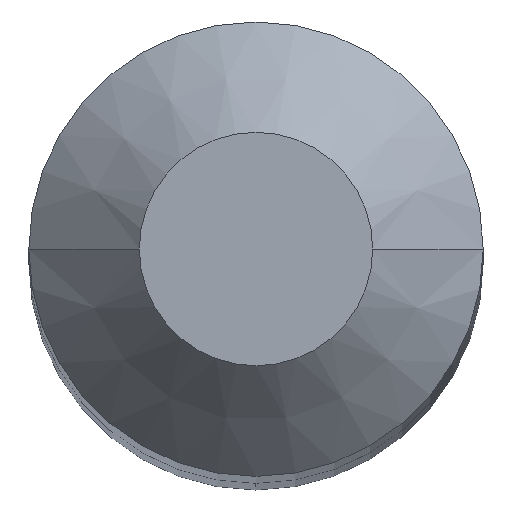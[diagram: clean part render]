
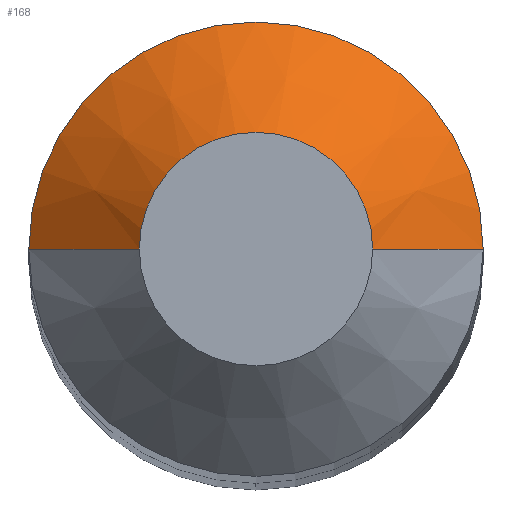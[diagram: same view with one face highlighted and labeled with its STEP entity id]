
A CAD part, top view. The second image highlights one B-rep face of the part: STEP entity #168.
In plain terms, the highlighted conical face has half-angle 45 degrees and reference radius 1.632 mm.
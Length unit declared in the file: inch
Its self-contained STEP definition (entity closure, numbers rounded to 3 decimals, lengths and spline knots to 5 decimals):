
#2 = CARTESIAN_POINT ( 'NONE',  ( 0.06425, 0., -0.03125 ) ) ;
#5 = EDGE_CURVE ( 'NONE', #357, #291, #185, .T. ) ;
#9 = EDGE_CURVE ( 'NONE', #107, #27, #356, .T. ) ;
#11 = CARTESIAN_POINT ( 'NONE',  ( 0., 0., 0. ) ) ;
#13 = CARTESIAN_POINT ( 'NONE',  ( 0.033, 0., 0. ) ) ;
#14 = ORIENTED_EDGE ( 'NONE', *, *, #5, .T. ) ;
#27 = VERTEX_POINT ( 'NONE', #311 ) ;
#33 = CIRCLE ( 'NONE', #362, 0.06425 ) ;
#55 = EDGE_LOOP ( 'NONE', ( #133, #14, #164, #92 ) ) ;
#67 = CARTESIAN_POINT ( 'NONE',  ( -0.06425, 0., -0.03125 ) ) ;
#92 = ORIENTED_EDGE ( 'NONE', *, *, #9, .F. ) ;
#107 = VERTEX_POINT ( 'NONE', #110 ) ;
#108 = DIRECTION ( 'NONE',  ( 0., 0., 1. ) ) ;
#110 = CARTESIAN_POINT ( 'NONE',  ( -0.033, 0., 0. ) ) ;
#119 = AXIS2_PLACEMENT_3D ( 'NONE', #239, #332, #355 ) ;
#125 = CONICAL_SURFACE ( 'NONE', #119, 0.06425, 0.785 ) ;
#130 = DIRECTION ( 'NONE',  ( 0., 0., 1. ) ) ;
#133 = ORIENTED_EDGE ( 'NONE', *, *, #323, .F. ) ;
#140 = DIRECTION ( 'NONE',  ( -0.707, 0., -0.707 ) ) ;
#145 = DIRECTION ( 'NONE',  ( 0.707, 0., -0.707 ) ) ;
#148 = CARTESIAN_POINT ( 'NONE',  ( 0., 0., -0.03125 ) ) ;
#161 = EDGE_CURVE ( 'NONE', #291, #27, #33, .T. ) ;
#164 = ORIENTED_EDGE ( 'NONE', *, *, #161, .T. ) ;
#168 = ADVANCED_FACE ( 'NONE', ( #233 ), #125, .T. ) ;
#185 = LINE ( 'NONE', #2, #261 ) ;
#217 = VECTOR ( 'NONE', #140, 39.37008 ) ;
#222 = DIRECTION ( 'NONE',  ( 1., 0., 0. ) ) ;
#233 = FACE_OUTER_BOUND ( 'NONE', #55, .T. ) ;
#239 = CARTESIAN_POINT ( 'NONE',  ( 0., 0., -0.03125 ) ) ;
#261 = VECTOR ( 'NONE', #145, 39.37008 ) ;
#265 = DIRECTION ( 'NONE',  ( 1., 0., 0. ) ) ;
#281 = AXIS2_PLACEMENT_3D ( 'NONE', #11, #130, #222 ) ;
#291 = VERTEX_POINT ( 'NONE', #371 ) ;
#311 = CARTESIAN_POINT ( 'NONE',  ( -0.06425, 0., -0.03125 ) ) ;
#323 = EDGE_CURVE ( 'NONE', #357, #107, #351, .T. ) ;
#332 = DIRECTION ( 'NONE',  ( 0., 0., -1. ) ) ;
#351 = CIRCLE ( 'NONE', #281, 0.033 ) ;
#355 = DIRECTION ( 'NONE',  ( -1., 0., 0. ) ) ;
#356 = LINE ( 'NONE', #67, #217 ) ;
#357 = VERTEX_POINT ( 'NONE', #13 ) ;
#362 = AXIS2_PLACEMENT_3D ( 'NONE', #148, #108, #265 ) ;
#371 = CARTESIAN_POINT ( 'NONE',  ( 0.06425, 0., -0.03125 ) ) ;
